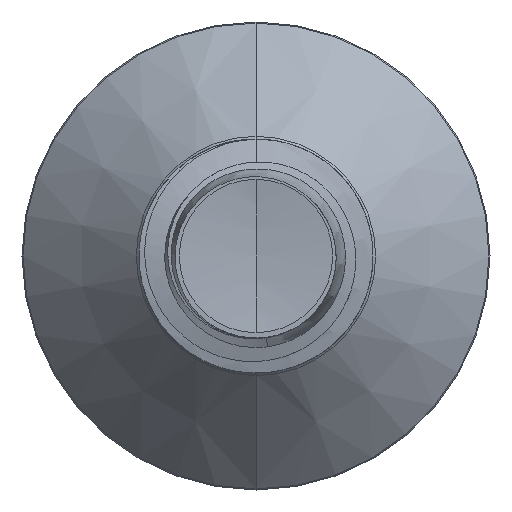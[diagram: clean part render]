
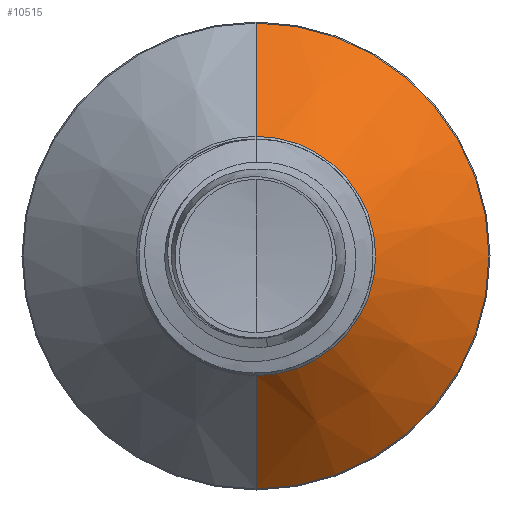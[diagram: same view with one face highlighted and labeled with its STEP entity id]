
A CAD part, front view. The second image highlights one B-rep face of the part: STEP entity #10515.
In plain terms, the highlighted conical face has half-angle 45 degrees and reference radius 2.302 mm.
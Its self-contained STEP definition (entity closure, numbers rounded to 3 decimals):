
#1042 = VECTOR ( 'NONE', #13094, 1000. ) ;
#1063 = LINE ( 'NONE', #22111, #1042 ) ;
#1422 = CARTESIAN_POINT ( 'NONE',  ( 0., 11.102, 0. ) ) ;
#1767 = EDGE_CURVE ( 'NONE', #15592, #3403, #15487, .T. ) ;
#1977 = EDGE_LOOP ( 'NONE', ( #21719, #20333, #19113, #18165 ) ) ;
#2658 = VERTEX_POINT ( 'NONE', #11886 ) ;
#2682 = EDGE_CURVE ( 'NONE', #3403, #2658, #14069, .T. ) ;
#3246 = DIRECTION ( 'NONE',  ( 0., 0., 1. ) ) ;
#3403 = VERTEX_POINT ( 'NONE', #22501 ) ;
#3985 = FACE_OUTER_BOUND ( 'NONE', #1977, .T. ) ;
#4596 = VERTEX_POINT ( 'NONE', #23262 ) ;
#5730 = VECTOR ( 'NONE', #11204, 1000. ) ;
#6639 = AXIS2_PLACEMENT_3D ( 'NONE', #20596, #16940, #7966 ) ;
#7966 = DIRECTION ( 'NONE',  ( 0., 0., 1. ) ) ;
#8972 = AXIS2_PLACEMENT_3D ( 'NONE', #10683, #10614, #9895 ) ;
#9895 = DIRECTION ( 'NONE',  ( 0., 0., 1. ) ) ;
#10515 = ADVANCED_FACE ( 'NONE', ( #3985 ), #20206, .T. ) ;
#10614 = DIRECTION ( 'NONE',  ( 0., 1., 0. ) ) ;
#10683 = CARTESIAN_POINT ( 'NONE',  ( 0., 13.28, 0. ) ) ;
#11204 = DIRECTION ( 'NONE',  ( 0., 0.707, 0.707 ) ) ;
#11886 = CARTESIAN_POINT ( 'NONE',  ( 0., 13.28, -4.48 ) ) ;
#12114 = EDGE_CURVE ( 'NONE', #4596, #2658, #1063, .T. ) ;
#12176 = CARTESIAN_POINT ( 'NONE',  ( 0., 11.102, 2.302 ) ) ;
#13094 = DIRECTION ( 'NONE',  ( 0., 0.707, -0.707 ) ) ;
#14069 = CIRCLE ( 'NONE', #8972, 4.48 ) ;
#14287 = DIRECTION ( 'NONE',  ( 0., 1., 0. ) ) ;
#15487 = LINE ( 'NONE', #12176, #5730 ) ;
#15592 = VERTEX_POINT ( 'NONE', #15806 ) ;
#15806 = CARTESIAN_POINT ( 'NONE',  ( 0., 11.102, 2.302 ) ) ;
#16912 = AXIS2_PLACEMENT_3D ( 'NONE', #1422, #14287, #3246 ) ;
#16940 = DIRECTION ( 'NONE',  ( 0., 1., 0. ) ) ;
#18165 = ORIENTED_EDGE ( 'NONE', *, *, #1767, .F. ) ;
#18895 = EDGE_CURVE ( 'NONE', #15592, #4596, #20634, .T. ) ;
#19113 = ORIENTED_EDGE ( 'NONE', *, *, #2682, .F. ) ;
#20206 = CONICAL_SURFACE ( 'NONE', #6639, 2.302, 0.785 ) ;
#20333 = ORIENTED_EDGE ( 'NONE', *, *, #12114, .T. ) ;
#20596 = CARTESIAN_POINT ( 'NONE',  ( 0., 11.102, 0. ) ) ;
#20634 = CIRCLE ( 'NONE', #16912, 2.302 ) ;
#21719 = ORIENTED_EDGE ( 'NONE', *, *, #18895, .T. ) ;
#22111 = CARTESIAN_POINT ( 'NONE',  ( 0., 11.102, -2.302 ) ) ;
#22501 = CARTESIAN_POINT ( 'NONE',  ( 0., 13.28, 4.48 ) ) ;
#23262 = CARTESIAN_POINT ( 'NONE',  ( 0., 11.102, -2.302 ) ) ;
